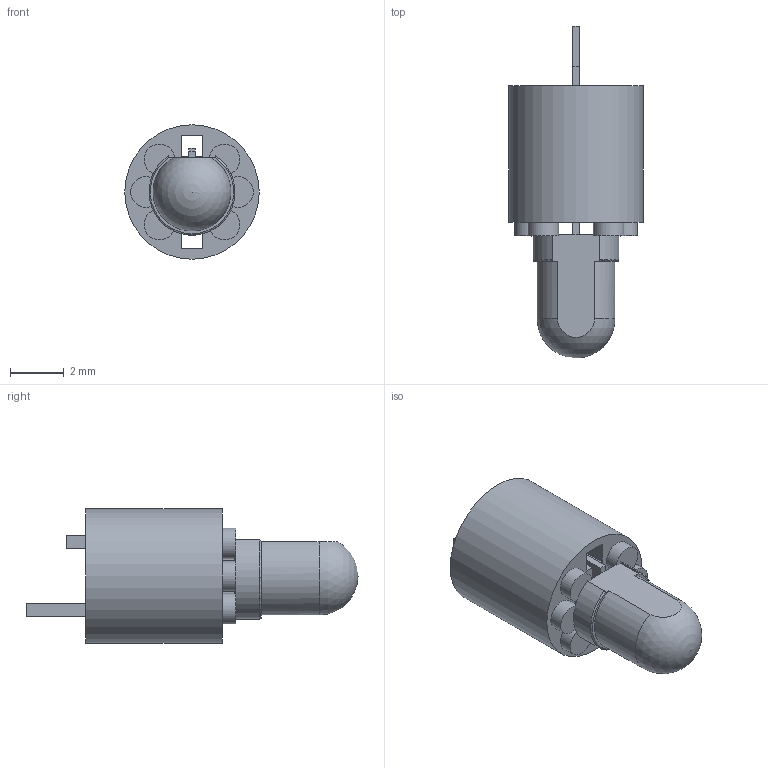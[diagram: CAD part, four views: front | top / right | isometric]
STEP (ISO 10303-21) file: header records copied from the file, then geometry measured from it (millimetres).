
FILE_DESCRIPTION(/* description */ ('STEP AP214'),/* implementation_level */ '2;1');
FILE_NAME(/* name */ '5fe7f10b4e126410ac8b89f0',/* time_stamp */ '2020-12-27T02:27:24+00:00',/* author */ (''),/* organization */ (''),/* preprocessor_version */ 'ST-DEVELOPER v18.1',/* originating_system */ ' ',/* authorisation */ ' ');
FILE_SCHEMA (('AUTOMOTIVE_DESIGN {1 0 10303 214 3 1 1}'));
Length unit declared in the file: metre
Products named in the file (3): TH_LED_3mm_7355_spacer; TH_LED_3mm; 7355
Assembly tree (2 placements, depth 2):
  TH_LED_3mm_7355_spacer
    TH_LED_3mm
    7355
Bounding box: 5 x 12.35 x 5 mm (x, y, z)
Volume: 90.8 mm3; surface area: 259.3 mm2
Topology: 2 solids, 2 shells, 67 faces, 170 edges, 112 vertices
Faces by surface type: plane 53, cylinder 11, torus 2, sphere 1
Full cylindrical faces by diameter (mm): 1.14 x6, 5 x1
Entity records: 2074 total; most frequent: CARTESIAN_POINT 348, DIRECTION 319, ORIENTED_EDGE 316, EDGE_CURVE 158, LINE 129, VECTOR 129, VERTEX_POINT 108, AXIS2_PLACEMENT_3D 95
